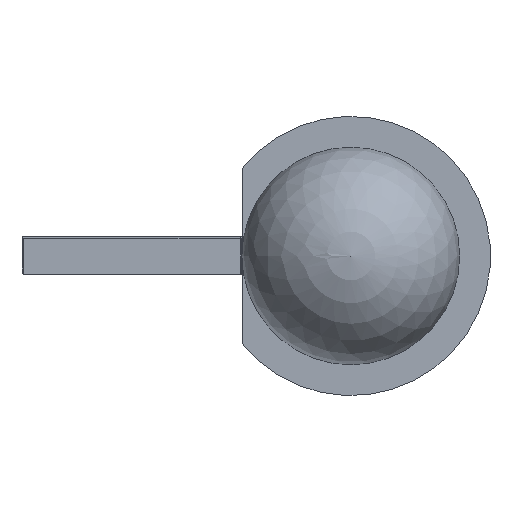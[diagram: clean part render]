
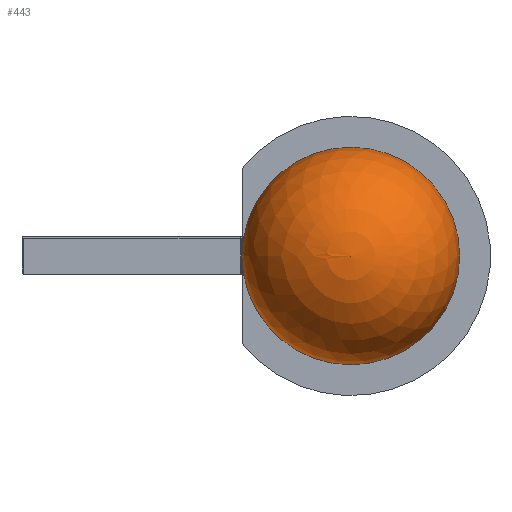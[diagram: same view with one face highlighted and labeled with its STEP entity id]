
A CAD part, front view. The second image highlights one B-rep face of the part: STEP entity #443.
In plain terms, the highlighted spherical face has radius 1.5 mm.
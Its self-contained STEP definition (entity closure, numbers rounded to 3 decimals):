
#168=FACE_OUTER_BOUND('',#191,.T.);
#191=EDGE_LOOP('',(#323,#324,#325,#326));
#215=CIRCLE('',#550,1.5);
#216=CIRCLE('',#551,1.5);
#217=CIRCLE('',#552,1.5);
#221=VERTEX_POINT('',#718);
#222=VERTEX_POINT('',#719);
#223=VERTEX_POINT('',#722);
#263=EDGE_CURVE('',#221,#222,#215,.T.);
#264=EDGE_CURVE('',#222,#221,#216,.T.);
#265=EDGE_CURVE('',#222,#223,#217,.T.);
#323=ORIENTED_EDGE('',*,*,#263,.F.);
#324=ORIENTED_EDGE('',*,*,#264,.F.);
#325=ORIENTED_EDGE('',*,*,#265,.T.);
#326=ORIENTED_EDGE('',*,*,#265,.F.);
#433=SPHERICAL_SURFACE('',#549,1.5);
#443=ADVANCED_FACE('',(#168),#433,.T.);
#549=AXIS2_PLACEMENT_3D('',#717,#590,#591);
#550=AXIS2_PLACEMENT_3D('',#720,#592,#593);
#551=AXIS2_PLACEMENT_3D('',#721,#594,#595);
#552=AXIS2_PLACEMENT_3D('',#723,#596,#597);
#590=DIRECTION('center_axis',(0.,1.,0.));
#591=DIRECTION('ref_axis',(1.,0.,0.));
#592=DIRECTION('center_axis',(0.,1.,0.));
#593=DIRECTION('ref_axis',(0.814,0.,0.581));
#594=DIRECTION('center_axis',(0.,1.,0.));
#595=DIRECTION('ref_axis',(0.814,0.,0.581));
#596=DIRECTION('center_axis',(0.,0.,
1.));
#597=DIRECTION('ref_axis',(-1.,0.,0.));
#717=CARTESIAN_POINT('Origin',(0.,-3.8,2.));
#718=CARTESIAN_POINT('',(1.5,-3.8,2.));
#719=CARTESIAN_POINT('',(-1.5,-3.8,2.));
#720=CARTESIAN_POINT('Origin',(0.,-3.8,2.));
#721=CARTESIAN_POINT('Origin',(0.,-3.8,2.));
#722=CARTESIAN_POINT('',(0.,-5.3,2.));
#723=CARTESIAN_POINT('Origin',(0.,-3.8,2.));
